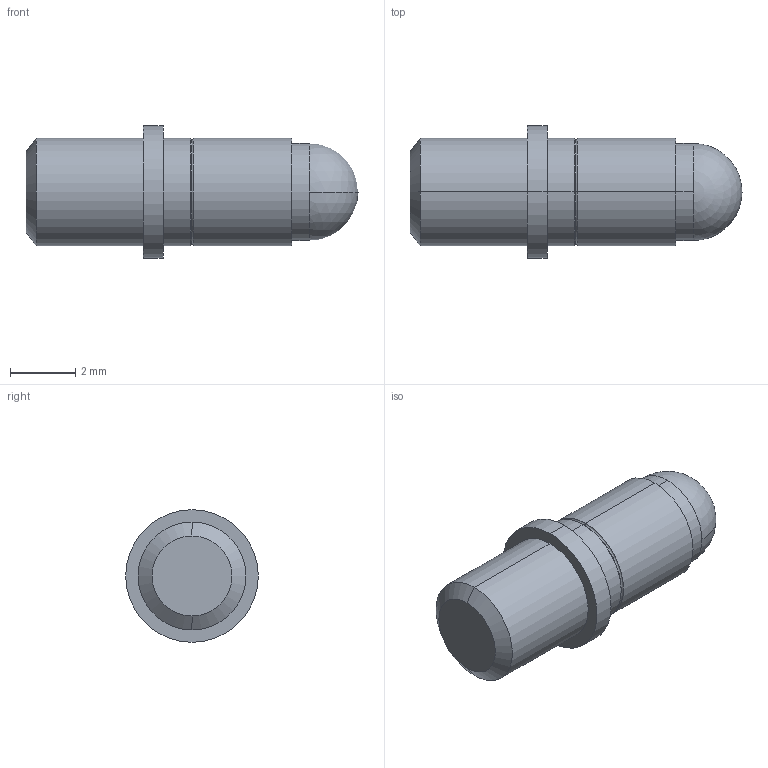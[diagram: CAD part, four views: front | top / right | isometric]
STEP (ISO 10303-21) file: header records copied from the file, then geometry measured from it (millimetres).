
FILE_DESCRIPTION (( 'STEP AP214' ), '1' );
FILE_NAME ('UEBK-12635.STEP', '2017-06-23T14:03:13', ( '' ), ( '' ), 'SwSTEP 2.0', 'SolidWorks 2017', '' );
FILE_SCHEMA (( 'AUTOMOTIVE_DESIGN' ));
Length unit declared in the file: millimetre
Products named in the file (1): UEBK-12635
Bounding box: 10.16 x 4.06 x 4.06 mm (x, y, z)
Volume: 82.2 mm3; surface area: 121.9 mm2
Topology: 1 solids, 1 shells, 22 faces, 46 edges, 27 vertices
Faces by surface type: cylinder 10, torus 4, plane 4, cone 2, sphere 2
Entity records: 618 total; most frequent: DIRECTION 122, CARTESIAN_POINT 94, ORIENTED_EDGE 88, AXIS2_PLACEMENT_3D 55, EDGE_CURVE 44, CIRCLE 32, VERTEX_POINT 27, EDGE_LOOP 25
